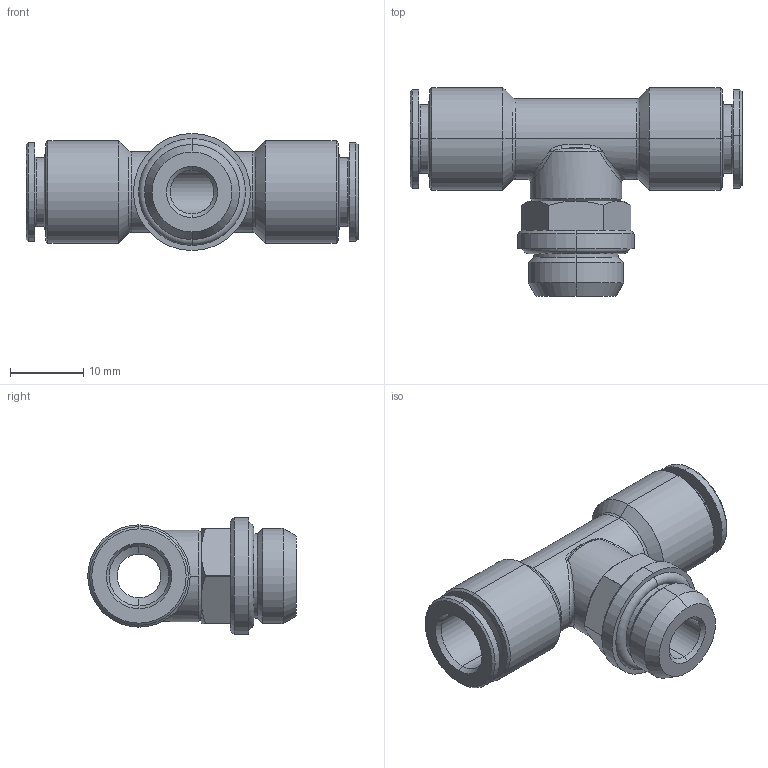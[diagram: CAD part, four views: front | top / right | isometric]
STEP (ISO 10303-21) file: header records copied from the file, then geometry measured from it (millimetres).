
FILE_DESCRIPTION (( 'STEP AP203' ), '1' );
FILE_NAME ('A0110042.STEP', '2009-03-10T08:42:36', ( 'UT1' ), ( 'sopra-pneumatic' ), 'SwSTEP 2.0', 'SolidWorks 2009', '' );
FILE_SCHEMA (( 'CONFIG_CONTROL_DESIGN' ));
Length unit declared in the file: millimetre
Products named in the file (1): A0110042
Bounding box: 45.4 x 28.5 x 16 mm (x, y, z)
Volume: 5401.6 mm3; surface area: 4568.4 mm2
Topology: 1 solids, 1 shells, 120 faces, 256 edges, 144 vertices
Faces by surface type: cone 46, cylinder 37, plane 21, torus 8, bspline 8
Entity records: 3793 total; most frequent: CARTESIAN_POINT 1131, DIRECTION 586, ORIENTED_EDGE 512, EDGE_CURVE 256, AXIS2_PLACEMENT_3D 249, VERTEX_POINT 144, CIRCLE 136, EDGE_LOOP 130
